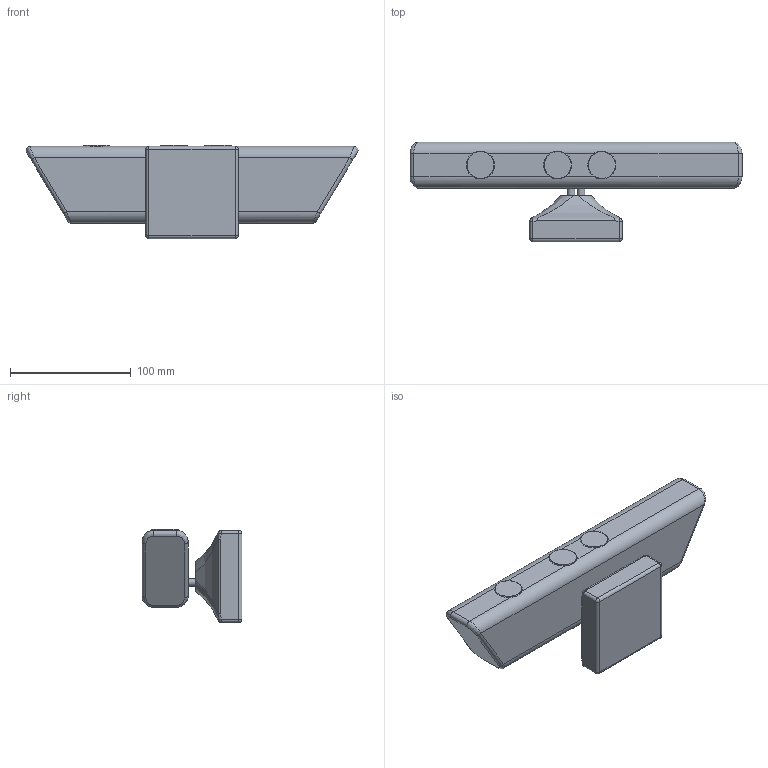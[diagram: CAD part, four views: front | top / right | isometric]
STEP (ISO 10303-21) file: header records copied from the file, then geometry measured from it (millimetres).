
FILE_DESCRIPTION(/* description */ (''),/* implementation_level */ '2;1');
FILE_NAME(/* name */ 'fc18-088_Kinect.ipt.step',/* time_stamp */ '2017-11-30T10:42:23-08:00',/* author */ ('Autodesk Inc.'),/* organization */ ('Autodesk Inc.'),/* preprocessor_version */ 'ST-DEVELOPER v16.13',/* originating_system */ 'Autodesk Inventor 2018',/* authorisation */ '');
FILE_SCHEMA (('AUTOMOTIVE_DESIGN { 1 0 10303 214 3 1 1 }'));
Length unit declared in the file: inch
Products named in the file (1): fc18-088
Bounding box: 274.53 x 82.55 x 76.99 mm (x, y, z)
Volume: 718547.1 mm3; surface area: 67947.3 mm2
Topology: 1 solids, 1 shells, 91 faces, 209 edges, 114 vertices
Faces by surface type: cylinder 33, bspline 26, plane 18, sphere 8, torus 6
Full cylindrical faces by diameter (mm): 6.35 x2, 22.225 x3
Entity records: 3241 total; most frequent: CARTESIAN_POINT 1299, DIRECTION 396, ORIENTED_EDGE 386, EDGE_CURVE 193, AXIS2_PLACEMENT_3D 169, VERTEX_POINT 111, EDGE_LOOP 100, FACE_OUTER_BOUND 91
